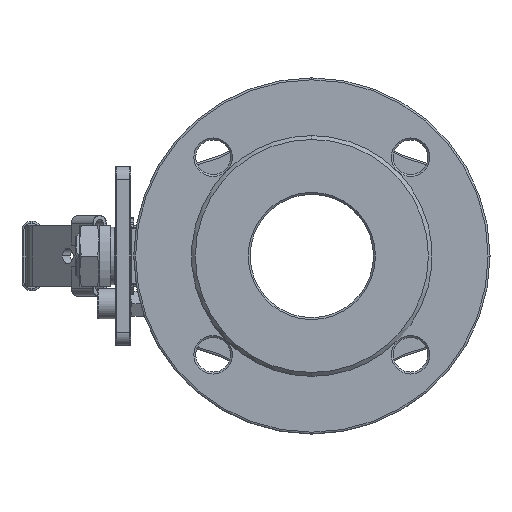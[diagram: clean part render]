
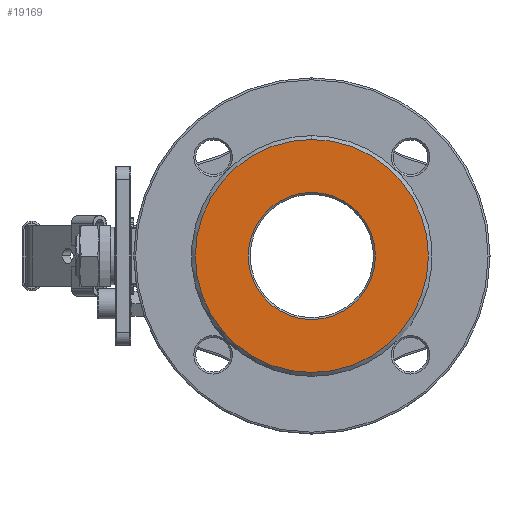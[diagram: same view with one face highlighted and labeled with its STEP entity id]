
A CAD part, left-side view. The second image highlights one B-rep face of the part: STEP entity #19169.
In plain terms, the highlighted planar face has unit normal (-1, 0, 0).
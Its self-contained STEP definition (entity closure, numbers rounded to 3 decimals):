
#737 = AXIS2_PLACEMENT_3D ( 'NONE', #22167, #27780, #22996 ) ;
#1456 = EDGE_CURVE ( 'NONE', #41913, #55224, #49513, .T. ) ;
#2305 = AXIS2_PLACEMENT_3D ( 'NONE', #37978, #5244, #9586 ) ;
#3753 = CARTESIAN_POINT ( 'NONE',  ( -69., 0., 0. ) ) ;
#4707 = EDGE_CURVE ( 'NONE', #27481, #59072, #40244, .T. ) ;
#5244 = DIRECTION ( 'NONE',  ( -1., 0., 0. ) ) ;
#6409 = ORIENTED_EDGE ( 'NONE', *, *, #26534, .T. ) ;
#8495 = DIRECTION ( 'NONE',  ( -1., 0., 0. ) ) ;
#9586 = DIRECTION ( 'NONE',  ( 0., 0., -1. ) ) ;
#10165 = CIRCLE ( 'NONE', #10529, 60.5 ) ;
#10488 = FACE_BOUND ( 'NONE', #53584, .T. ) ;
#10529 = AXIS2_PLACEMENT_3D ( 'NONE', #3753, #8495, #18353 ) ;
#15326 = ORIENTED_EDGE ( 'NONE', *, *, #1456, .T. ) ;
#15381 = DIRECTION ( 'NONE',  ( 0., 0., -1. ) ) ;
#15587 = DIRECTION ( 'NONE',  ( 1., 0., 0. ) ) ;
#17029 = ORIENTED_EDGE ( 'NONE', *, *, #25641, .T. ) ;
#18353 = DIRECTION ( 'NONE',  ( 0., 0., -1. ) ) ;
#18974 = PLANE ( 'NONE',  #22913 ) ;
#19169 = ADVANCED_FACE ( 'NONE', ( #10488, #22424 ), #18974, .F. ) ;
#20541 = EDGE_LOOP ( 'NONE', ( #6409, #51137 ) ) ;
#22167 = CARTESIAN_POINT ( 'NONE',  ( -69., 0., 0. ) ) ;
#22424 = FACE_OUTER_BOUND ( 'NONE', #20541, .T. ) ;
#22913 = AXIS2_PLACEMENT_3D ( 'NONE', #57142, #28533, #42700 ) ;
#22996 = DIRECTION ( 'NONE',  ( 0., 0., -1. ) ) ;
#25641 = EDGE_CURVE ( 'NONE', #55224, #41913, #43888, .T. ) ;
#26534 = EDGE_CURVE ( 'NONE', #59072, #27481, #10165, .T. ) ;
#27481 = VERTEX_POINT ( 'NONE', #54137 ) ;
#27780 = DIRECTION ( 'NONE',  ( 1., 0., 0. ) ) ;
#28533 = DIRECTION ( 'NONE',  ( 1., 0., 0. ) ) ;
#29536 = CARTESIAN_POINT ( 'NONE',  ( -69., 0., 0. ) ) ;
#37978 = CARTESIAN_POINT ( 'NONE',  ( -69., 0., 0. ) ) ;
#40244 = CIRCLE ( 'NONE', #2305, 60.5 ) ;
#41913 = VERTEX_POINT ( 'NONE', #51832 ) ;
#42700 = DIRECTION ( 'NONE',  ( 0., 0., -1. ) ) ;
#43200 = AXIS2_PLACEMENT_3D ( 'NONE', #29536, #15587, #15381 ) ;
#43888 = CIRCLE ( 'NONE', #43200, 33. ) ;
#45174 = CARTESIAN_POINT ( 'NONE',  ( -69., 0., -60.5 ) ) ;
#49513 = CIRCLE ( 'NONE', #737, 33. ) ;
#51137 = ORIENTED_EDGE ( 'NONE', *, *, #4707, .T. ) ;
#51832 = CARTESIAN_POINT ( 'NONE',  ( -69., 0., 33. ) ) ;
#52857 = CARTESIAN_POINT ( 'NONE',  ( -69., 0., -33. ) ) ;
#53584 = EDGE_LOOP ( 'NONE', ( #15326, #17029 ) ) ;
#54137 = CARTESIAN_POINT ( 'NONE',  ( -69., 0., 60.5 ) ) ;
#55224 = VERTEX_POINT ( 'NONE', #52857 ) ;
#57142 = CARTESIAN_POINT ( 'NONE',  ( -69., 62.5, 0. ) ) ;
#59072 = VERTEX_POINT ( 'NONE', #45174 ) ;
